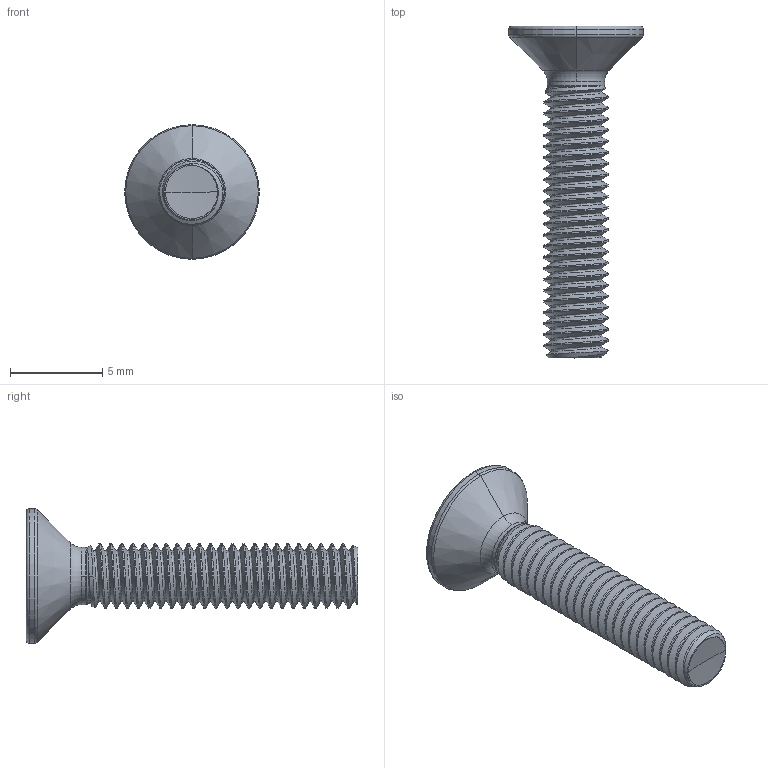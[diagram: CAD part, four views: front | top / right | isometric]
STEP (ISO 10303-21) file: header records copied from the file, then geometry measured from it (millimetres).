
FILE_DESCRIPTION (( 'STEP AP203' ), '1' );
FILE_NAME ('STM410350180.STEP', '2020-12-18T17:07:00', ( '' ), ( '' ), 'SwSTEP 2.0', 'SolidWorks 2015', '' );
FILE_SCHEMA (( 'CONFIG_CONTROL_DESIGN' ));
Length unit declared in the file: millimetre
Products named in the file (2): STM410350180
Bounding box: 7.3 x 18 x 7.3 mm (x, y, z)
Volume: 177.1 mm3; surface area: 370 mm2
Topology: 1 solids, 1 shells, 117 faces, 313 edges, 197 vertices
Faces by surface type: cylinder 70, bspline 18, cone 13, torus 12, sphere 2, plane 2
Entity records: 23384 total; most frequent: CARTESIAN_POINT 20792, ORIENTED_EDGE 622, DIRECTION 397, EDGE_CURVE 311, VERTEX_POINT 197, AXIS2_PLACEMENT_3D 158, EDGE_LOOP 118, FACE_OUTER_BOUND 117
